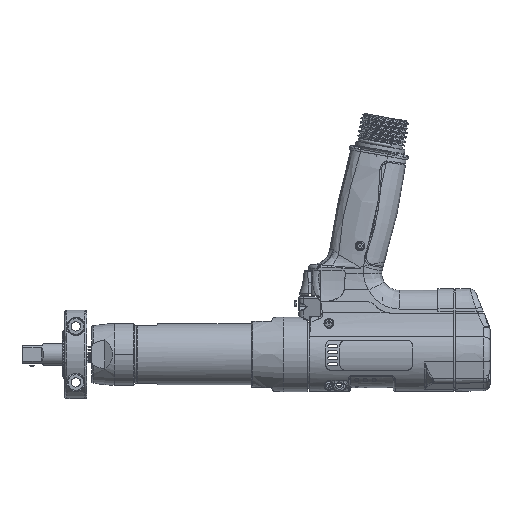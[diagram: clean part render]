
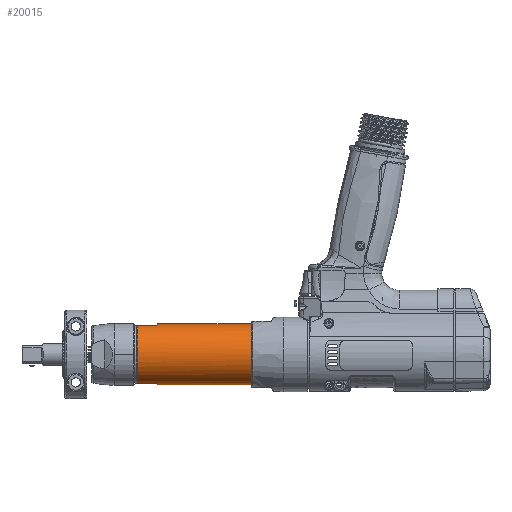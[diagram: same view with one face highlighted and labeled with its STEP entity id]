
A CAD part, front view. The second image highlights one B-rep face of the part: STEP entity #20015.
In plain terms, the highlighted cylindrical face has radius 21.844 mm (diameter 43.688 mm), a partial arc.
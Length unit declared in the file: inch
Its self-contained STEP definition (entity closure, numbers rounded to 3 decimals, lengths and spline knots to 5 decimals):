
#19062=CARTESIAN_POINT('',(-1.2855,0.,-0.385));
#19063=DIRECTION('',(1.,0.,0.));
#19064=DIRECTION('',(0.,0.,1.));
#19065=AXIS2_PLACEMENT_3D('',#19062,#19063,#19064);
#19067=DIRECTION('',(-1.,0.,0.));
#19068=VECTOR('',#19067,0.552);
#19069=CARTESIAN_POINT('',(-4.6405,-0.28544,-1.19625));
#19070=LINE('',#19069,#19068);
#19071=CARTESIAN_POINT('',(-5.1925,0.,-0.385));
#19072=DIRECTION('',(-1.,0.,0.));
#19073=DIRECTION('',(0.,-0.332,-0.943));
#19074=AXIS2_PLACEMENT_3D('',#19071,#19072,#19073);
#19105=DIRECTION('',(-1.,0.,0.));
#19106=VECTOR('',#19105,3.32685);
#19107=CARTESIAN_POINT('',(-1.2855,0.,0.475));
#19108=LINE('',#19107,#19106);
#19118=DIRECTION('',(1.,0.,0.));
#19119=VECTOR('',#19118,3.32685);
#19120=CARTESIAN_POINT('',(-4.61235,0.,-1.245));
#19121=LINE('',#19120,#19119);
#19122=CARTESIAN_POINT('',(-4.61235,0.,0.475));
#19123=CARTESIAN_POINT('',(-4.61235,-0.04941,0.475));
#19124=CARTESIAN_POINT('',(-4.61723,-0.14631,
0.46655));
#19125=CARTESIAN_POINT('',(-4.6312,-0.23966,
0.44235));
#19126=CARTESIAN_POINT('',(-4.6405,-0.28544,0.42625));
#19134=DIRECTION('',(-1.,0.,0.));
#19135=VECTOR('',#19134,0.552);
#19136=CARTESIAN_POINT('',(-4.6405,-0.28544,0.42625));
#19137=LINE('',#19136,#19135);
#19209=CARTESIAN_POINT('',(-4.6405,-0.28544,-1.19625));
#19210=CARTESIAN_POINT('',(-4.6312,-0.23966,
-1.21235));
#19211=CARTESIAN_POINT('',(-4.61723,-0.14631,
-1.23655));
#19212=CARTESIAN_POINT('',(-4.61235,-0.04941,-1.245));
#19213=CARTESIAN_POINT('',(-4.61235,0.,-1.245));
#19425=CARTESIAN_POINT('',(-4.6405,-0.28544,-1.19625));
#19426=CARTESIAN_POINT('',(-5.1925,-0.28544,-1.19625));
#19427=VERTEX_POINT('',#19425);
#19428=VERTEX_POINT('',#19426);
#19433=CARTESIAN_POINT('',(-1.2855,0.,-1.245));
#19434=CARTESIAN_POINT('',(-1.2855,0.,0.475));
#19435=VERTEX_POINT('',#19433);
#19436=VERTEX_POINT('',#19434);
#19439=CARTESIAN_POINT('',(-4.61235,0.,0.475));
#19440=VERTEX_POINT('',#19439);
#19441=CARTESIAN_POINT('',(-4.61235,0.,-1.245));
#19442=VERTEX_POINT('',#19441);
#19443=VERTEX_POINT('',#19126);
#19445=CARTESIAN_POINT('',(-5.1925,-0.28544,0.42625));
#19446=VERTEX_POINT('',#19445);
#19993=CARTESIAN_POINT('',(-1.20736,0.,-0.385));
#19994=DIRECTION('',(-1.,0.,0.));
#19995=DIRECTION('',(0.,0.,-1.));
#19996=AXIS2_PLACEMENT_3D('',#19993,#19994,#19995);
#19997=CYLINDRICAL_SURFACE('',#19996,0.86);
#19999=ORIENTED_EDGE('',*,*,#19998,.T.);
#20001=ORIENTED_EDGE('',*,*,#20000,.F.);
#20003=ORIENTED_EDGE('',*,*,#20002,.F.);
#20004=ORIENTED_EDGE('',*,*,#19973,.T.);
#20006=ORIENTED_EDGE('',*,*,#20005,.T.);
#20008=ORIENTED_EDGE('',*,*,#20007,.F.);
#20010=ORIENTED_EDGE('',*,*,#20009,.F.);
#20012=ORIENTED_EDGE('',*,*,#20011,.F.);
#20013=EDGE_LOOP('',(#19999,#20001,#20003,#20004,#20006,#20008,#20010,#20012));
#20014=FACE_OUTER_BOUND('',#20013,.F.);
#20015=ADVANCED_FACE('',(#20014),#19997,.T.);
#19066=CIRCLE('',#19065,0.86);
#19075=CIRCLE('',#19074,0.86);
#19127=B_SPLINE_CURVE_WITH_KNOTS('',3,(#19122,#19123,#19124,#19125,#19126),
.UNSPECIFIED.,.F.,.F.,(4,1,4),(0.,0.5,1.),.UNSPECIFIED.);
#19214=B_SPLINE_CURVE_WITH_KNOTS('',3,(#19209,#19210,#19211,#19212,#19213),
.UNSPECIFIED.,.F.,.F.,(4,1,4),(0.,0.5,1.),.UNSPECIFIED.);
#19973=EDGE_CURVE('',#19427,#19428,#19070,.T.);
#19998=EDGE_CURVE('',#19436,#19435,#19066,.T.);
#20000=EDGE_CURVE('',#19442,#19435,#19121,.T.);
#20002=EDGE_CURVE('',#19427,#19442,#19214,.T.);
#20005=EDGE_CURVE('',#19428,#19446,#19075,.T.);
#20007=EDGE_CURVE('',#19443,#19446,#19137,.T.);
#20009=EDGE_CURVE('',#19440,#19443,#19127,.T.);
#20011=EDGE_CURVE('',#19436,#19440,#19108,.T.);
